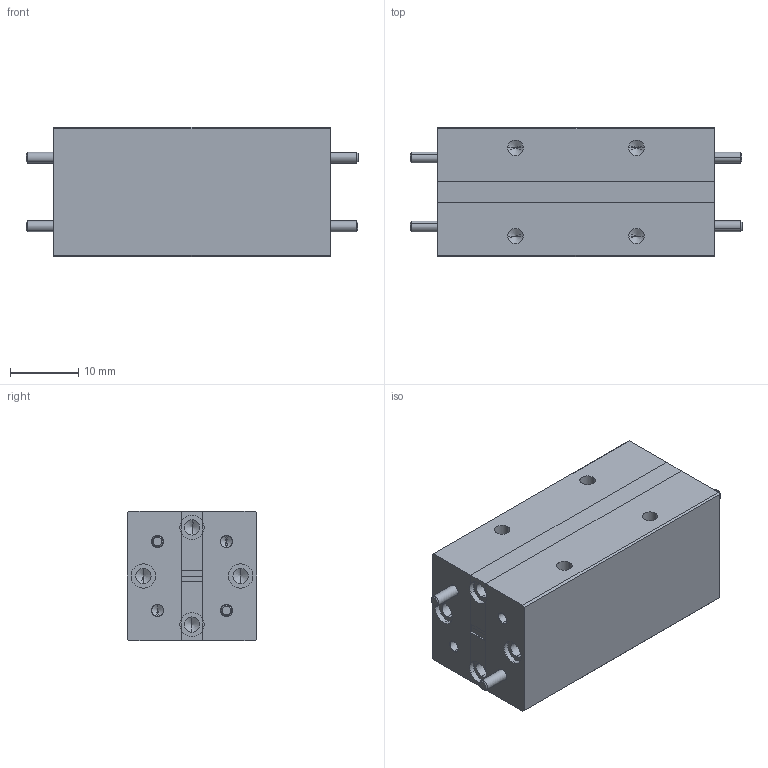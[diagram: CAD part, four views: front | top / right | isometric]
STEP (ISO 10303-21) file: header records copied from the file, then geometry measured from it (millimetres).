
FILE_DESCRIPTION (( 'STEP AP203' ), '1' );
FILE_NAME ('SWF-90395340-12-L1.STEP', '2019-06-12T17:58:14', ( '' ), ( '' ), 'SwSTEP 2.0', 'SolidWorks 2016', '' );
FILE_SCHEMA (( 'CONFIG_CONTROL_DESIGN' ));
Length unit declared in the file: inch
Products named in the file (1): SWF-90395340-12-L1
Bounding box: 48.77 x 19.05 x 19.05 mm (x, y, z)
Volume: 13746.2 mm3; surface area: 11885.2 mm2
Topology: 24 solids, 24 shells, 1300 faces, 3392 edges, 2128 vertices
Faces by surface type: cylinder 852, cone 248, plane 184, bspline 16
Entity records: 54445 total; most frequent: CARTESIAN_POINT 26501, ORIENTED_EDGE 6624, DIRECTION 5114, EDGE_CURVE 3312, VERTEX_POINT 2128, AXIS2_PLACEMENT_3D 1901, EDGE_LOOP 1408, LINE 1312
